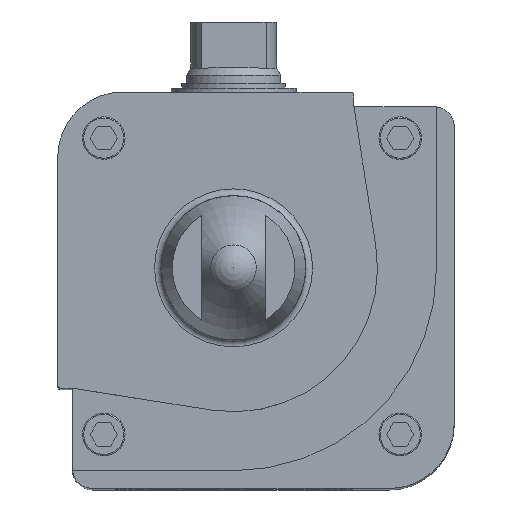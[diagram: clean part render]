
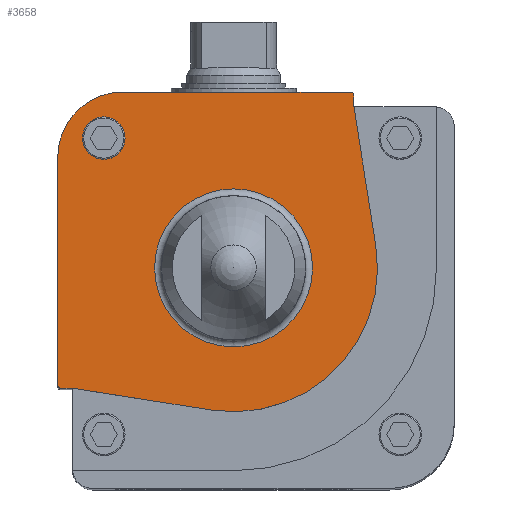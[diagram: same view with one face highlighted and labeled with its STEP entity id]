
A CAD part, top view. The second image highlights one B-rep face of the part: STEP entity #3658.
In plain terms, the highlighted planar face has unit normal (0, 0, 1).
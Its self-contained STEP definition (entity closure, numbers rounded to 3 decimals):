
#123=PLANE('',#3983);
#275=LINE('',#5647,#581);
#281=LINE('',#5662,#587);
#286=LINE('',#5704,#592);
#292=LINE('',#5727,#598);
#293=LINE('',#5734,#599);
#294=LINE('',#5738,#600);
#581=VECTOR('',#4429,1000.);
#587=VECTOR('',#4443,1000.);
#592=VECTOR('',#4486,1000.);
#598=VECTOR('',#4508,1000.);
#599=VECTOR('',#4519,1000.);
#600=VECTOR('',#4522,1000.);
#985=ORIENTED_EDGE('',*,*,#1922,.T.);
#986=ORIENTED_EDGE('',*,*,#1923,.F.);
#987=ORIENTED_EDGE('',*,*,#1924,.T.);
#988=ORIENTED_EDGE('',*,*,#1925,.F.);
#989=ORIENTED_EDGE('',*,*,#1907,.T.);
#990=ORIENTED_EDGE('',*,*,#1912,.T.);
#991=ORIENTED_EDGE('',*,*,#1919,.T.);
#992=ORIENTED_EDGE('',*,*,#1921,.T.);
#993=ORIENTED_EDGE('',*,*,#1879,.T.);
#994=ORIENTED_EDGE('',*,*,#1883,.T.);
#995=ORIENTED_EDGE('',*,*,#1887,.T.);
#996=ORIENTED_EDGE('',*,*,#1926,.T.);
#1879=EDGE_CURVE('',#2355,#2354,#275,.T.);
#1883=EDGE_CURVE('',#2354,#2357,#2701,.T.);
#1887=EDGE_CURVE('',#2357,#2359,#281,.T.);
#1907=EDGE_CURVE('',#2378,#2377,#286,.T.);
#1912=EDGE_CURVE('',#2377,#2380,#2718,.T.);
#1919=EDGE_CURVE('',#2380,#2386,#292,.T.);
#1921=EDGE_CURVE('',#2386,#2355,#2724,.T.);
#1922=EDGE_CURVE('',#2387,#2387,#2725,.T.);
#1923=EDGE_CURVE('',#2388,#2359,#293,.T.);
#1924=EDGE_CURVE('',#2388,#2389,#2726,.T.);
#1925=EDGE_CURVE('',#2378,#2389,#294,.T.);
#1926=EDGE_CURVE('',#2390,#2390,#2727,.T.);
#2354=VERTEX_POINT('',#5646);
#2355=VERTEX_POINT('',#5648);
#2357=VERTEX_POINT('',#5654);
#2359=VERTEX_POINT('',#5661);
#2377=VERTEX_POINT('',#5703);
#2378=VERTEX_POINT('',#5705);
#2380=VERTEX_POINT('',#5712);
#2386=VERTEX_POINT('',#5726);
#2387=VERTEX_POINT('',#5733);
#2388=VERTEX_POINT('',#5735);
#2389=VERTEX_POINT('',#5737);
#2390=VERTEX_POINT('',#5740);
#2701=CIRCLE('',#3951,1.2);
#2718=CIRCLE('',#3974,1.2);
#2724=CIRCLE('',#3982,27.5);
#2725=CIRCLE('',#3984,9.);
#2726=CIRCLE('',#3985,61.);
#2727=CIRCLE('',#3986,33.481);
#2890=EDGE_LOOP('',(#985));
#2891=EDGE_LOOP('',(#986,#987,#988,#989,#990,#991,#992,#993,#994,#995));
#2892=EDGE_LOOP('',(#996));
#3252=FACE_BOUND('',#2890,.T.);
#3253=FACE_BOUND('',#2891,.T.);
#3254=FACE_BOUND('',#2892,.T.);
#3658=ADVANCED_FACE('',(#3252,#3253,#3254),#123,.T.);
#3951=AXIS2_PLACEMENT_3D('',#5655,#4436,#4437);
#3974=AXIS2_PLACEMENT_3D('',#5713,#4494,#4495);
#3982=AXIS2_PLACEMENT_3D('',#5730,#4513,#4514);
#3983=AXIS2_PLACEMENT_3D('',#5731,#4515,#4516);
#3984=AXIS2_PLACEMENT_3D('',#5732,#4517,#4518);
#3985=AXIS2_PLACEMENT_3D('',#5736,#4520,#4521);
#3986=AXIS2_PLACEMENT_3D('',#5739,#4523,#4524);
#4429=DIRECTION('',(0.,-1.,0.));
#4436=DIRECTION('',(0.,0.,1.));
#4437=DIRECTION('',(1.,0.,0.));
#4443=DIRECTION('',(1.,0.,0.));
#4486=DIRECTION('',(0.,1.,0.));
#4494=DIRECTION('',(0.,0.,1.));
#4495=DIRECTION('',(1.,0.,0.));
#4508=DIRECTION('',(-1.,0.,0.));
#4513=DIRECTION('',(0.,0.,1.));
#4514=DIRECTION('',(1.,0.,0.));
#4515=DIRECTION('',(0.,0.,1.));
#4516=DIRECTION('',(1.,0.,0.));
#4517=DIRECTION('',(0.,0.,-1.));
#4518=DIRECTION('',(-1.,0.,0.));
#4519=DIRECTION('',(-0.988,0.155,0.));
#4520=DIRECTION('',(0.,0.,1.));
#4521=DIRECTION('',(1.,0.,0.));
#4522=DIRECTION('',(0.155,-0.988,0.));
#4523=DIRECTION('',(0.,0.,-1.));
#4524=DIRECTION('',(-1.,0.,0.));
#5646=CARTESIAN_POINT('',(-74.5,-49.8,187.2));
#5647=CARTESIAN_POINT('',(-74.5,47.,187.2));
#5648=CARTESIAN_POINT('',(-74.5,47.,187.2));
#5654=CARTESIAN_POINT('',(-73.3,-51.,187.2));
#5655=CARTESIAN_POINT('',(-73.3,-49.8,187.2));
#5661=CARTESIAN_POINT('',(-68.3,-51.,187.2));
#5662=CARTESIAN_POINT('',(-73.3,-51.,187.2));
#5703=CARTESIAN_POINT('',(51.,73.3,187.2));
#5704=CARTESIAN_POINT('',(51.,68.3,187.2));
#5705=CARTESIAN_POINT('',(51.,68.3,187.2));
#5712=CARTESIAN_POINT('',(49.8,74.5,187.2));
#5713=CARTESIAN_POINT('',(49.8,73.3,187.2));
#5726=CARTESIAN_POINT('',(-47.,74.5,187.2));
#5727=CARTESIAN_POINT('',(49.8,74.5,187.2));
#5730=CARTESIAN_POINT('',(-47.,47.,187.2));
#5731=CARTESIAN_POINT('',(-73.3,-49.8,187.2));
#5732=CARTESIAN_POINT('',(-55.,55.,187.2));
#5733=CARTESIAN_POINT('',(-64.,55.,187.2));
#5734=CARTESIAN_POINT('',(-9.485,-60.258,187.2));
#5735=CARTESIAN_POINT('',(-9.485,-60.258,187.2));
#5736=CARTESIAN_POINT('',(0.,0.,187.2));
#5737=CARTESIAN_POINT('',(60.258,9.485,187.2));
#5738=CARTESIAN_POINT('',(51.,68.3,187.2));
#5739=CARTESIAN_POINT('',(0.,0.,187.2));
#5740=CARTESIAN_POINT('',(-33.481,0.,187.2));
